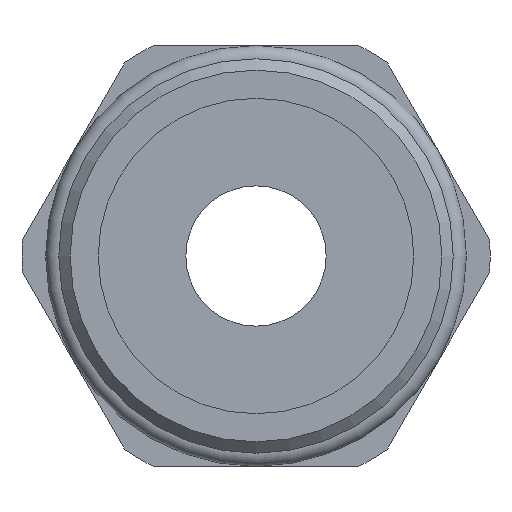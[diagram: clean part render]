
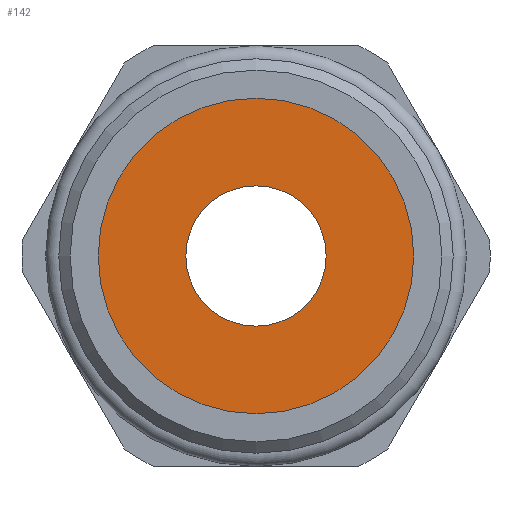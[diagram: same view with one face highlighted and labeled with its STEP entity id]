
A CAD part, left-side view. The second image highlights one B-rep face of the part: STEP entity #142.
In plain terms, the highlighted planar face has unit normal (-1, 0, 0).
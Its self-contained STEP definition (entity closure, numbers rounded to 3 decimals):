
#142 = ADVANCED_FACE( '', ( #358, #359 ), #360, .T. );
#358 = FACE_BOUND( '', #661, .T. );
#359 = FACE_OUTER_BOUND( '', #662, .T. );
#360 = PLANE( '', #663 );
#661 = EDGE_LOOP( '', ( #1024 ) );
#662 = EDGE_LOOP( '', ( #1025 ) );
#663 = AXIS2_PLACEMENT_3D( '', #1026, #1027, #1028 );
#1024 = ORIENTED_EDGE( '', *, *, #1765, .T. );
#1025 = ORIENTED_EDGE( '', *, *, #1766, .F. );
#1026 = CARTESIAN_POINT( '', ( 10.9, 9., 0. ) );
#1027 = DIRECTION( '', ( -1., 0., 0. ) );
#1028 = DIRECTION( '', ( 0., 0., 1. ) );
#1765 = EDGE_CURVE( '', #2112, #2112, #2113, .T. );
#1766 = EDGE_CURVE( '', #2114, #2114, #2115, .T. );
#2112 = VERTEX_POINT( '', #2594 );
#2113 = CIRCLE( '', #2595, 4. );
#2114 = VERTEX_POINT( '', #2596 );
#2115 = CIRCLE( '', #2597, 9. );
#2594 = CARTESIAN_POINT( '', ( 10.9, 0., -4. ) );
#2595 = AXIS2_PLACEMENT_3D( '', #3169, #3170, #3171 );
#2596 = CARTESIAN_POINT( '', ( 10.9, 0., -9. ) );
#2597 = AXIS2_PLACEMENT_3D( '', #3172, #3173, #3174 );
#3169 = CARTESIAN_POINT( '', ( 10.9, 0., 0. ) );
#3170 = DIRECTION( '', ( 1., 0., 0. ) );
#3171 = DIRECTION( '', ( 0., 0., -1. ) );
#3172 = CARTESIAN_POINT( '', ( 10.9, 0., 0. ) );
#3173 = DIRECTION( '', ( 1., 0., 0. ) );
#3174 = DIRECTION( '', ( 0., 0., -1. ) );
